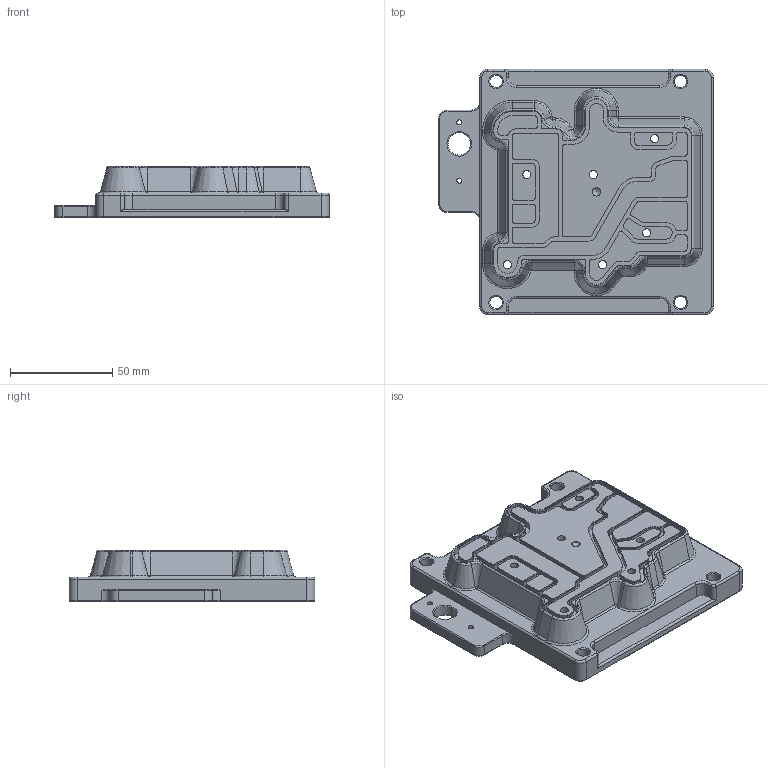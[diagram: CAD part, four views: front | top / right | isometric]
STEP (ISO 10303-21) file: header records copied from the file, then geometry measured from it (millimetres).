
FILE_DESCRIPTION(/* description */ ('Unknown'),/* implementation_level */ '2;1');
FILE_NAME(/* name */ '35017 0207 Dichtadapter_2022-02-11',/* time_stamp */ '2022-02-11T10:36:40+01:00',/* author */ ('Unknown'),/* organization */ ('Unknown'),/* preprocessor_version */ 'ST-DEVELOPER v16.7',/* originating_system */ 'DEX',/* authorisation */ $);
FILE_SCHEMA (('AUTOMOTIVE_DESIGN {1 0 10303 214 3 1 1}'));
Length unit declared in the file: millimetre
Products named in the file (1): 35017 0207 Dichtadapter
Bounding box: 134 x 120 x 25 mm (x, y, z)
Volume: 179179.1 mm3; surface area: 60077.3 mm2
Topology: 1 solids, 1 shells, 1038 faces, 2674 edges, 1679 vertices
Faces by surface type: cylinder 479, plane 346, torus 181, cone 32
Full cylindrical faces by diameter (mm): 2.459 x2, 4 x8, 6.1 x4, 11 x1
Entity records: 38885 total; most frequent: DIRECTION 5954, CARTESIAN_POINT 5381, ORIENTED_EDGE 5284, EDGE_CURVE 2642, AXIS2_PLACEMENT_3D 2280, VERTEX_POINT 1674, LINE 1394, VECTOR 1394
